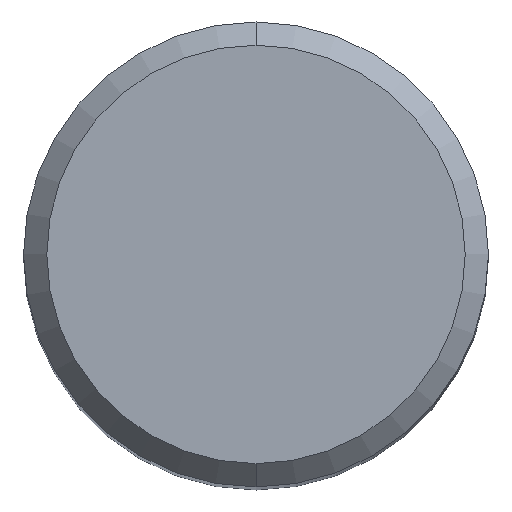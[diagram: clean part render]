
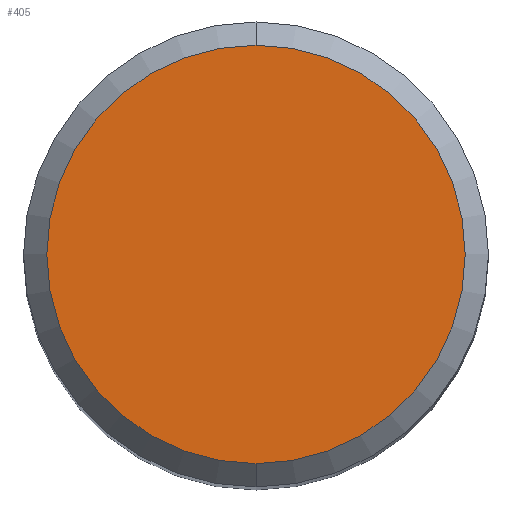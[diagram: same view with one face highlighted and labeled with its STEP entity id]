
A CAD part, top view. The second image highlights one B-rep face of the part: STEP entity #405.
In plain terms, the highlighted planar face has unit normal (0, 0, 1).
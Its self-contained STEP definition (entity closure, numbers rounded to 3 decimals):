
#321=EDGE_CURVE('',#393,#399,#629,.T.);
#393=VERTEX_POINT('',#707);
#399=VERTEX_POINT('',#713);
#405=ADVANCED_FACE('',(#720),#721,.T.);
#419=EDGE_CURVE('',#399,#393,#736,.T.);
#629=CIRCLE('',#1113,4.5);
#707=CARTESIAN_POINT('',(0.,-4.5,0.0));
#713=CARTESIAN_POINT('',(0.0,4.5,0.0));
#720=FACE_OUTER_BOUND('',#1352,.T.);
#721=PLANE('',#1353);
#736=CIRCLE('',#1385,4.5);
#1113=AXIS2_PLACEMENT_3D('',#1599,#1600,#1601);
#1352=EDGE_LOOP('',(#1705,#1706));
#1353=AXIS2_PLACEMENT_3D('',#1707,#1708,#1709);
#1385=AXIS2_PLACEMENT_3D('',#1727,#1728,#1729);
#1599=CARTESIAN_POINT('',(0.0,0.0,0.0));
#1600=DIRECTION('',(0.0,0.0,-1.0));
#1601=DIRECTION('',(0.0,1.0,0.0));
#1705=ORIENTED_EDGE('',*,*,#419,.F.);
#1706=ORIENTED_EDGE('',*,*,#321,.F.);
#1707=CARTESIAN_POINT('',(0.0,2.25,0.0));
#1708=DIRECTION('',(-0.0,0.0,1.0));
#1709=DIRECTION('',(0.0,-1.0,0.0));
#1727=CARTESIAN_POINT('',(0.0,0.0,0.0));
#1728=DIRECTION('',(0.0,0.0,-1.0));
#1729=DIRECTION('',(0.0,1.0,0.0));
